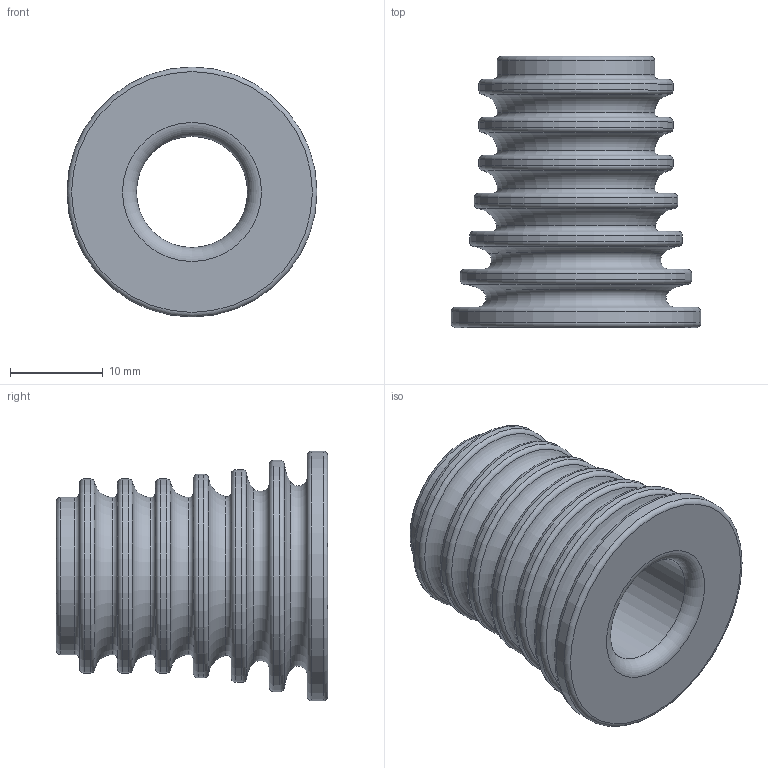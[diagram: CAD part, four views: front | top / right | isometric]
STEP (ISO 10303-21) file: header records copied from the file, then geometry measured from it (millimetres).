
FILE_DESCRIPTION(/* description */ (''),/* implementation_level */ '2;1');
FILE_NAME(/* name */ 'Stopfen ohne loch_v2.step',/* time_stamp */ '2025-03-29T16:12:23+01:00',/* author */ (''),/* organization */ (''),/* preprocessor_version */ 'ST-DEVELOPER v20.1',/* originating_system */ 'Autodesk Translation Framework v14.4.0.0',/* authorisation */ '');
FILE_SCHEMA (('AUTOMOTIVE_DESIGN { 1 0 10303 214 3 1 1 }'));
Length unit declared in the file: millimetre
Products named in the file (1): Stopfen ohne loch
Bounding box: 27 x 29.3 x 27 mm (x, y, z)
Volume: 6184.6 mm3; surface area: 4907.4 mm2
Topology: 1 solids, 1 shells, 48 faces, 114 edges, 75 vertices
Faces by surface type: torus 30, cylinder 9, plane 9
Full cylindrical faces by diameter (mm): 12 x1, 17 x1, 21 x3, 22 x1, 23 x1, 25 x1, 27 x1
Entity records: 1496 total; most frequent: DIRECTION 317, CARTESIAN_POINT 238, ORIENTED_EDGE 228, AXIS2_PLACEMENT_3D 154, EDGE_CURVE 114, CIRCLE 105, VERTEX_POINT 75, EDGE_LOOP 57
